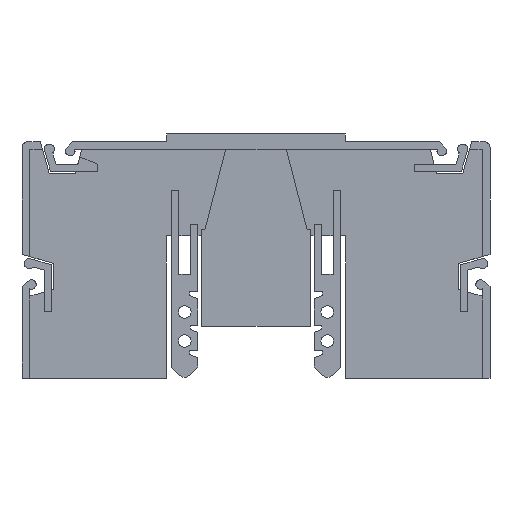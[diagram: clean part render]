
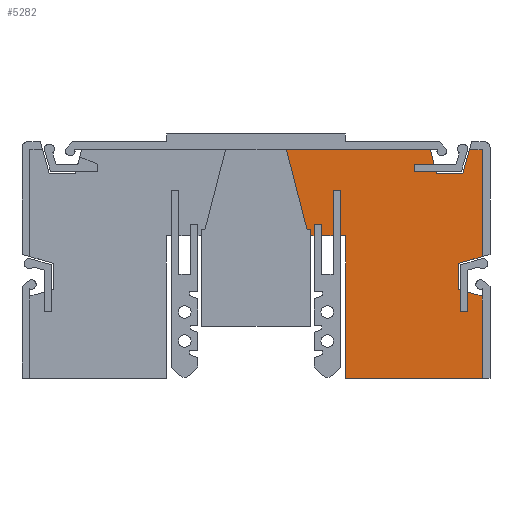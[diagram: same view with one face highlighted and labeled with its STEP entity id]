
A CAD part, left-side view. The second image highlights one B-rep face of the part: STEP entity #5282.
In plain terms, the highlighted planar face has unit normal (-1, 0, 0).
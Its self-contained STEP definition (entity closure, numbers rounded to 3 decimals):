
#226=DIRECTION('',(0.,1.,0.));
#227=VECTOR('',#226,5.04);
#228=CARTESIAN_POINT('',(2.,-92.405,116.407));
#229=LINE('',#228,#227);
#233=DIRECTION('',(0.,0.,-1.));
#234=VECTOR('',#233,1.8);
#235=CARTESIAN_POINT('',(2.,-87.365,116.407));
#236=LINE('',#235,#234);
#240=DIRECTION('',(0.,-1.,0.));
#241=VECTOR('',#240,5.522);
#242=CARTESIAN_POINT('',(2.,-87.365,114.607));
#243=LINE('',#242,#241);
#247=DIRECTION('',(0.,-0.259,-0.966));
#248=VECTOR('',#247,0.518);
#249=CARTESIAN_POINT('',(2.,-92.887,114.607));
#250=LINE('',#249,#248);
#254=DIRECTION('',(0.,-0.276,0.961));
#255=VECTOR('',#254,6.243);
#256=CARTESIAN_POINT('',(2.,-99.721,114.107));
#257=LINE('',#256,#255);
#261=DIRECTION('',(0.,-1.,0.));
#262=VECTOR('',#261,3.202);
#263=CARTESIAN_POINT('',(2.,-101.446,120.107));
#264=LINE('',#263,#262);
#268=DIRECTION('',(0.,0.,-1.));
#269=VECTOR('',#268,27.264);
#270=CARTESIAN_POINT('',(2.,-104.649,120.107));
#271=LINE('',#270,#269);
#275=DIRECTION('',(0.,0.961,-0.276));
#276=VECTOR('',#275,6.243);
#277=CARTESIAN_POINT('',(2.,-104.649,92.843));
#278=LINE('',#277,#276);
#282=DIRECTION('',(0.,0.,-1.));
#283=VECTOR('',#282,6.7);
#284=CARTESIAN_POINT('',(2.,-98.649,91.118));
#285=LINE('',#284,#283);
#289=DIRECTION('',(0.,-0.966,-0.259));
#290=VECTOR('',#289,0.518);
#291=CARTESIAN_POINT('',(2.,-98.649,84.418));
#292=LINE('',#291,#290);
#296=DIRECTION('',(0.,0.,-1.));
#297=VECTOR('',#296,5.387);
#298=CARTESIAN_POINT('',(2.,-99.149,84.284));
#299=LINE('',#298,#297);
#303=DIRECTION('',(0.,-1.,0.));
#304=VECTOR('',#303,1.8);
#305=CARTESIAN_POINT('',(2.,-99.149,78.898));
#306=LINE('',#305,#304);
#310=DIRECTION('',(0.,0.,1.));
#311=VECTOR('',#310,4.904);
#312=CARTESIAN_POINT('',(2.,-100.949,78.898));
#313=LINE('',#312,#311);
#317=DIRECTION('',(0.,0.,-1.));
#318=VECTOR('',#317,20.904);
#319=CARTESIAN_POINT('',(2.,-104.649,82.811));
#320=LINE('',#319,#318);
#324=DIRECTION('',(0.,1.,0.));
#325=VECTOR('',#324,34.8);
#326=CARTESIAN_POINT('',(2.,-104.649,61.907));
#327=LINE('',#326,#325);
#331=DIRECTION('',(0.,1.,0.));
#332=VECTOR('',#331,1.3);
#333=CARTESIAN_POINT('',(2.,-69.849,98.107));
#334=LINE('',#333,#332);
#338=DIRECTION('',(0.,1.,0.));
#339=VECTOR('',#338,1.85);
#340=CARTESIAN_POINT('',(2.,-68.549,109.707));
#341=LINE('',#340,#339);
#345=DIRECTION('',(0.,1.,0.));
#346=VECTOR('',#345,3.);
#347=CARTESIAN_POINT('',(2.,-66.699,98.107));
#348=LINE('',#347,#346);
#352=DIRECTION('',(0.,1.,0.));
#353=VECTOR('',#352,1.);
#354=CARTESIAN_POINT('',(2.,-61.849,98.107));
#355=LINE('',#354,#353);
#359=DIRECTION('',(0.,0.25,0.968));
#360=VECTOR('',#359,21.069);
#361=CARTESIAN_POINT('',(2.,-60.049,99.707));
#362=LINE('',#361,#360);
#366=DIRECTION('',(0.,-1.,0.));
#367=VECTOR('',#366,36.633);
#368=CARTESIAN_POINT('',(2.,-54.781,120.107));
#369=LINE('',#368,#367);
#2118=DIRECTION('',(0.,0.,-1.));
#2119=VECTOR('',#2118,11.6);
#2120=CARTESIAN_POINT('',(2.,-68.549,109.707));
#2121=LINE('',#2120,#2119);
#2153=DIRECTION('',(0.,0.,1.));
#2154=VECTOR('',#2153,11.6);
#2155=CARTESIAN_POINT('',(2.,-66.699,98.107));
#2156=LINE('',#2155,#2154);
#2188=DIRECTION('',(0.,0.,-1.));
#2189=VECTOR('',#2188,3.);
#2190=CARTESIAN_POINT('',(2.,-63.699,101.107));
#2191=LINE('',#2190,#2189);
#2202=DIRECTION('',(0.,-1.,0.));
#2203=VECTOR('',#2202,1.85);
#2204=CARTESIAN_POINT('',(2.,-61.849,101.107));
#2205=LINE('',#2204,#2203);
#2230=DIRECTION('',(0.,0.,1.));
#2231=VECTOR('',#2230,3.);
#2232=CARTESIAN_POINT('',(2.,-61.849,98.107));
#2233=LINE('',#2232,#2231);
#2447=DIRECTION('',(0.,0.,-1.));
#2448=VECTOR('',#2447,36.2);
#2449=CARTESIAN_POINT('',(2.,-69.849,98.107));
#2450=LINE('',#2449,#2448);
#2589=DIRECTION('',(0.,0.966,0.259));
#2590=VECTOR('',#2589,3.83);
#2591=CARTESIAN_POINT('',(2.,-104.649,82.811));
#2592=LINE('',#2591,#2590);
#2709=DIRECTION('',(0.,1.,0.));
#2710=VECTOR('',#2709,6.7);
#2711=CARTESIAN_POINT('',(2.,-99.721,114.107));
#2712=LINE('',#2711,#2710);
#2723=DIRECTION('',(0.,0.259,0.966));
#2724=VECTOR('',#2723,3.83);
#2725=CARTESIAN_POINT('',(2.,-92.405,116.407));
#2726=LINE('',#2725,#2724);
#3460=DIRECTION('',(0.,1.,0.));
#3461=VECTOR('',#3460,0.8);
#3462=CARTESIAN_POINT('',(2.,-60.849,99.707));
#3463=LINE('',#3462,#3461);
#3474=DIRECTION('',(0.,0.,-1.));
#3475=VECTOR('',#3474,1.6);
#3476=CARTESIAN_POINT('',(2.,-60.849,99.707));
#3477=LINE('',#3476,#3475);
#4006=CARTESIAN_POINT('',(2.,-61.849,101.107));
#4007=CARTESIAN_POINT('',(2.,-63.699,101.107));
#4008=VERTEX_POINT('',#4006);
#4009=VERTEX_POINT('',#4007);
#4010=CARTESIAN_POINT('',(2.,-87.365,116.407));
#4011=CARTESIAN_POINT('',(2.,-87.365,114.607));
#4012=VERTEX_POINT('',#4010);
#4013=VERTEX_POINT('',#4011);
#4014=CARTESIAN_POINT('',(2.,-99.721,114.107));
#4015=CARTESIAN_POINT('',(2.,-93.021,114.107));
#4016=VERTEX_POINT('',#4014);
#4017=VERTEX_POINT('',#4015);
#4018=CARTESIAN_POINT('',(2.,-101.446,120.107));
#4019=VERTEX_POINT('',#4018);
#4020=CARTESIAN_POINT('',(2.,-104.649,120.107));
#4021=VERTEX_POINT('',#4020);
#4022=CARTESIAN_POINT('',(2.,-104.649,92.843));
#4023=VERTEX_POINT('',#4022);
#4024=CARTESIAN_POINT('',(2.,-98.649,91.118));
#4025=VERTEX_POINT('',#4024);
#4026=CARTESIAN_POINT('',(2.,-98.649,84.418));
#4027=VERTEX_POINT('',#4026);
#4028=CARTESIAN_POINT('',(2.,-99.149,78.898));
#4029=CARTESIAN_POINT('',(2.,-100.949,78.898));
#4030=VERTEX_POINT('',#4028);
#4031=VERTEX_POINT('',#4029);
#4032=CARTESIAN_POINT('',(2.,-104.649,61.907));
#4033=CARTESIAN_POINT('',(2.,-69.849,61.907));
#4034=VERTEX_POINT('',#4032);
#4035=VERTEX_POINT('',#4033);
#4036=CARTESIAN_POINT('',(2.,-68.549,109.707));
#4037=CARTESIAN_POINT('',(2.,-66.699,109.707));
#4038=VERTEX_POINT('',#4036);
#4039=VERTEX_POINT('',#4037);
#4110=CARTESIAN_POINT('',(2.,-54.781,120.107));
#4111=VERTEX_POINT('',#4110);
#4129=CARTESIAN_POINT('',(2.,-60.049,99.707));
#4131=VERTEX_POINT('',#4129);
#4132=CARTESIAN_POINT('',(2.,-60.849,98.107));
#4133=VERTEX_POINT('',#4132);
#4140=CARTESIAN_POINT('',(2.,-60.849,99.707));
#4141=VERTEX_POINT('',#4140);
#4146=CARTESIAN_POINT('',(2.,-69.849,98.107));
#4147=VERTEX_POINT('',#4146);
#4190=CARTESIAN_POINT('',(2.,-68.549,98.107));
#4191=CARTESIAN_POINT('',(2.,-66.699,98.107));
#4192=VERTEX_POINT('',#4190);
#4193=VERTEX_POINT('',#4191);
#4194=CARTESIAN_POINT('',(2.,-63.699,98.107));
#4195=CARTESIAN_POINT('',(2.,-61.849,98.107));
#4196=VERTEX_POINT('',#4194);
#4197=VERTEX_POINT('',#4195);
#4257=CARTESIAN_POINT('',(2.,-91.414,120.107));
#4259=VERTEX_POINT('',#4257);
#4291=CARTESIAN_POINT('',(2.,-104.649,82.811));
#4293=VERTEX_POINT('',#4291);
#4297=CARTESIAN_POINT('',(2.,-100.949,83.802));
#4299=VERTEX_POINT('',#4297);
#4301=CARTESIAN_POINT('',(2.,-99.149,84.284));
#4303=VERTEX_POINT('',#4301);
#4305=CARTESIAN_POINT('',(2.,-92.887,114.607));
#4307=VERTEX_POINT('',#4305);
#4308=CARTESIAN_POINT('',(2.,-92.405,116.407));
#4310=VERTEX_POINT('',#4308);
#5211=CARTESIAN_POINT('',(2.,0.,0.));
#5212=DIRECTION('',(-1.,0.,0.));
#5213=DIRECTION('',(0.,-1.,0.));
#5214=AXIS2_PLACEMENT_3D('',#5211,#5212,#5213);
#5215=PLANE('',#5214);
#5217=ORIENTED_EDGE('',*,*,#5216,.F.);
#5219=ORIENTED_EDGE('',*,*,#5218,.T.);
#5221=ORIENTED_EDGE('',*,*,#5220,.T.);
#5223=ORIENTED_EDGE('',*,*,#5222,.T.);
#5225=ORIENTED_EDGE('',*,*,#5224,.T.);
#5227=ORIENTED_EDGE('',*,*,#5226,.F.);
#5229=ORIENTED_EDGE('',*,*,#5228,.T.);
#5231=ORIENTED_EDGE('',*,*,#5230,.T.);
#5233=ORIENTED_EDGE('',*,*,#5232,.T.);
#5235=ORIENTED_EDGE('',*,*,#5234,.T.);
#5237=ORIENTED_EDGE('',*,*,#5236,.T.);
#5239=ORIENTED_EDGE('',*,*,#5238,.T.);
#5241=ORIENTED_EDGE('',*,*,#5240,.T.);
#5243=ORIENTED_EDGE('',*,*,#5242,.T.);
#5245=ORIENTED_EDGE('',*,*,#5244,.T.);
#5247=ORIENTED_EDGE('',*,*,#5246,.F.);
#5249=ORIENTED_EDGE('',*,*,#5248,.T.);
#5251=ORIENTED_EDGE('',*,*,#5250,.T.);
#5253=ORIENTED_EDGE('',*,*,#5252,.F.);
#5255=ORIENTED_EDGE('',*,*,#5254,.T.);
#5257=ORIENTED_EDGE('',*,*,#5256,.F.);
#5259=ORIENTED_EDGE('',*,*,#5258,.T.);
#5261=ORIENTED_EDGE('',*,*,#5260,.F.);
#5263=ORIENTED_EDGE('',*,*,#5262,.T.);
#5265=ORIENTED_EDGE('',*,*,#5264,.F.);
#5267=ORIENTED_EDGE('',*,*,#5266,.F.);
#5269=ORIENTED_EDGE('',*,*,#5268,.F.);
#5271=ORIENTED_EDGE('',*,*,#5270,.T.);
#5273=ORIENTED_EDGE('',*,*,#5272,.F.);
#5275=ORIENTED_EDGE('',*,*,#5274,.T.);
#5277=ORIENTED_EDGE('',*,*,#5276,.T.);
#5279=ORIENTED_EDGE('',*,*,#5278,.T.);
#5280=EDGE_LOOP('',(#5217,#5219,#5221,#5223,#5225,#5227,#5229,#5231,#5233,#5235,
#5237,#5239,#5241,#5243,#5245,#5247,#5249,#5251,#5253,#5255,#5257,#5259,#5261,
#5263,#5265,#5267,#5269,#5271,#5273,#5275,#5277,#5279));
#5281=FACE_OUTER_BOUND('',#5280,.F.);
#5216=EDGE_CURVE('',#4310,#4259,#2726,.T.);
#5218=EDGE_CURVE('',#4310,#4012,#229,.T.);
#5220=EDGE_CURVE('',#4012,#4013,#236,.T.);
#5222=EDGE_CURVE('',#4013,#4307,#243,.T.);
#5224=EDGE_CURVE('',#4307,#4017,#250,.T.);
#5226=EDGE_CURVE('',#4016,#4017,#2712,.T.);
#5228=EDGE_CURVE('',#4016,#4019,#257,.T.);
#5230=EDGE_CURVE('',#4019,#4021,#264,.T.);
#5232=EDGE_CURVE('',#4021,#4023,#271,.T.);
#5234=EDGE_CURVE('',#4023,#4025,#278,.T.);
#5236=EDGE_CURVE('',#4025,#4027,#285,.T.);
#5238=EDGE_CURVE('',#4027,#4303,#292,.T.);
#5240=EDGE_CURVE('',#4303,#4030,#299,.T.);
#5242=EDGE_CURVE('',#4030,#4031,#306,.T.);
#5244=EDGE_CURVE('',#4031,#4299,#313,.T.);
#5246=EDGE_CURVE('',#4293,#4299,#2592,.T.);
#5248=EDGE_CURVE('',#4293,#4034,#320,.T.);
#5250=EDGE_CURVE('',#4034,#4035,#327,.T.);
#5252=EDGE_CURVE('',#4147,#4035,#2450,.T.);
#5254=EDGE_CURVE('',#4147,#4192,#334,.T.);
#5256=EDGE_CURVE('',#4038,#4192,#2121,.T.);
#5258=EDGE_CURVE('',#4038,#4039,#341,.T.);
#5260=EDGE_CURVE('',#4193,#4039,#2156,.T.);
#5262=EDGE_CURVE('',#4193,#4196,#348,.T.);
#5264=EDGE_CURVE('',#4009,#4196,#2191,.T.);
#5266=EDGE_CURVE('',#4008,#4009,#2205,.T.);
#5268=EDGE_CURVE('',#4197,#4008,#2233,.T.);
#5270=EDGE_CURVE('',#4197,#4133,#355,.T.);
#5272=EDGE_CURVE('',#4141,#4133,#3477,.T.);
#5274=EDGE_CURVE('',#4141,#4131,#3463,.T.);
#5276=EDGE_CURVE('',#4131,#4111,#362,.T.);
#5278=EDGE_CURVE('',#4111,#4259,#369,.T.);
#5282=ADVANCED_FACE('',(#5281),#5215,.T.);
